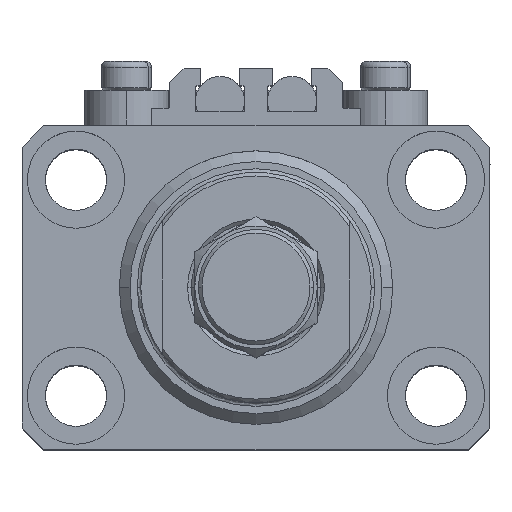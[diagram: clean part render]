
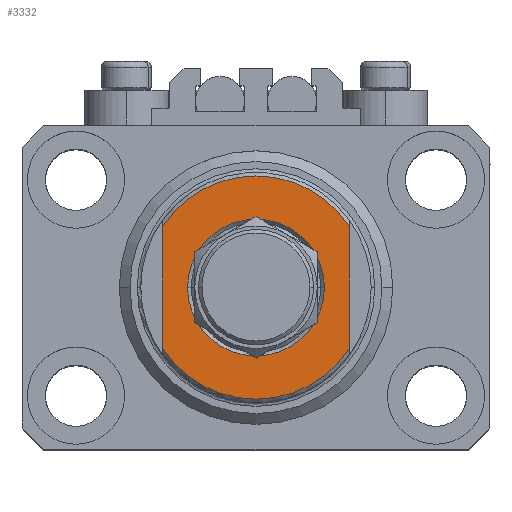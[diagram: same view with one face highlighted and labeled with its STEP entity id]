
A CAD part, top view. The second image highlights one B-rep face of the part: STEP entity #3332.
In plain terms, the highlighted face is planar.
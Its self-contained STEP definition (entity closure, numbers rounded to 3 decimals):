
#87 = CIRCLE ( 'NONE', #41387, 9.5 ) ;
#3332 = ADVANCED_FACE ( 'NONE', ( #26199, #29998 ), #41139, .T. ) ;
#3980 = VERTEX_POINT ( 'NONE', #17618 ) ;
#5878 = EDGE_LOOP ( 'NONE', ( #8144, #27614, #19219, #24948 ) ) ;
#6602 = AXIS2_PLACEMENT_3D ( 'NONE', #26446, #21884, #30496 ) ;
#7591 = CARTESIAN_POINT ( 'NONE',  ( -13., -8.441, -6.5 ) ) ;
#7997 = CIRCLE ( 'NONE', #18552, 9.5 ) ;
#8097 = LINE ( 'NONE', #39790, #31777 ) ;
#8144 = ORIENTED_EDGE ( 'NONE', *, *, #43757, .T. ) ;
#8483 = VERTEX_POINT ( 'NONE', #7591 ) ;
#9029 = CARTESIAN_POINT ( 'NONE',  ( -13., 8.441, -6.5 ) ) ;
#9524 = CARTESIAN_POINT ( 'NONE',  ( 0., 0., -6.5 ) ) ;
#9571 = AXIS2_PLACEMENT_3D ( 'NONE', #19520, #27895, #23323 ) ;
#9789 = AXIS2_PLACEMENT_3D ( 'NONE', #9524, #21446, #39956 ) ;
#13930 = ORIENTED_EDGE ( 'NONE', *, *, #49770, .T. ) ;
#14317 = CIRCLE ( 'NONE', #9571, 15.5 ) ;
#15807 = DIRECTION ( 'NONE',  ( 0., -1., 0. ) ) ;
#17618 = CARTESIAN_POINT ( 'NONE',  ( -9.5, 0., -6.5 ) ) ;
#18552 = AXIS2_PLACEMENT_3D ( 'NONE', #34670, #50128, #46554 ) ;
#19219 = ORIENTED_EDGE ( 'NONE', *, *, #32958, .T. ) ;
#19520 = CARTESIAN_POINT ( 'NONE',  ( 0., 0., -6.5 ) ) ;
#20704 = DIRECTION ( 'NONE',  ( 0., 0., 1. ) ) ;
#20953 = DIRECTION ( 'NONE',  ( -1., 0., 0. ) ) ;
#21446 = DIRECTION ( 'NONE',  ( 0., 0., -1. ) ) ;
#21884 = DIRECTION ( 'NONE',  ( 0., 0., -1. ) ) ;
#23323 = DIRECTION ( 'NONE',  ( -1., 0., 0. ) ) ;
#24948 = ORIENTED_EDGE ( 'NONE', *, *, #27453, .F. ) ;
#24976 = CARTESIAN_POINT ( 'NONE',  ( 13., 8.441, -6.5 ) ) ;
#26199 = FACE_BOUND ( 'NONE', #38440, .T. ) ;
#26446 = CARTESIAN_POINT ( 'NONE',  ( 0., 0., -6.5 ) ) ;
#27453 = EDGE_CURVE ( 'NONE', #29056, #8483, #41941, .T. ) ;
#27613 = CIRCLE ( 'NONE', #9789, 15.5 ) ;
#27614 = ORIENTED_EDGE ( 'NONE', *, *, #35111, .T. ) ;
#27895 = DIRECTION ( 'NONE',  ( 0., 0., -1. ) ) ;
#28822 = CARTESIAN_POINT ( 'NONE',  ( 13., -8.441, -6.5 ) ) ;
#29050 = ORIENTED_EDGE ( 'NONE', *, *, #33655, .T. ) ;
#29056 = VERTEX_POINT ( 'NONE', #9029 ) ;
#29998 = FACE_OUTER_BOUND ( 'NONE', #5878, .T. ) ;
#30496 = DIRECTION ( 'NONE',  ( -1., 0., 0. ) ) ;
#31777 = VECTOR ( 'NONE', #47396, 1000. ) ;
#32958 = EDGE_CURVE ( 'NONE', #38449, #8483, #27613, .T. ) ;
#33139 = VERTEX_POINT ( 'NONE', #43448 ) ;
#33655 = EDGE_CURVE ( 'NONE', #33139, #3980, #87, .T. ) ;
#34670 = CARTESIAN_POINT ( 'NONE',  ( 0., 0., -6.5 ) ) ;
#35111 = EDGE_CURVE ( 'NONE', #48617, #38449, #8097, .T. ) ;
#38387 = CARTESIAN_POINT ( 'NONE',  ( -13., -43.081, -6.5 ) ) ;
#38440 = EDGE_LOOP ( 'NONE', ( #13930, #29050 ) ) ;
#38449 = VERTEX_POINT ( 'NONE', #28822 ) ;
#39790 = CARTESIAN_POINT ( 'NONE',  ( 13., -43.081, -6.5 ) ) ;
#39956 = DIRECTION ( 'NONE',  ( -1., 0., 0. ) ) ;
#40963 = CARTESIAN_POINT ( 'NONE',  ( 0., 0., -6.5 ) ) ;
#41139 = PLANE ( 'NONE',  #6602 ) ;
#41317 = VECTOR ( 'NONE', #15807, 1000. ) ;
#41387 = AXIS2_PLACEMENT_3D ( 'NONE', #40963, #20704, #20953 ) ;
#41941 = LINE ( 'NONE', #38387, #41317 ) ;
#43448 = CARTESIAN_POINT ( 'NONE',  ( 9.5, 0., -6.5 ) ) ;
#43757 = EDGE_CURVE ( 'NONE', #29056, #48617, #14317, .T. ) ;
#46554 = DIRECTION ( 'NONE',  ( -1., 0., 0. ) ) ;
#47396 = DIRECTION ( 'NONE',  ( 0., -1., 0. ) ) ;
#48617 = VERTEX_POINT ( 'NONE', #24976 ) ;
#49770 = EDGE_CURVE ( 'NONE', #3980, #33139, #7997, .T. ) ;
#50128 = DIRECTION ( 'NONE',  ( 0., 0., 1. ) ) ;
